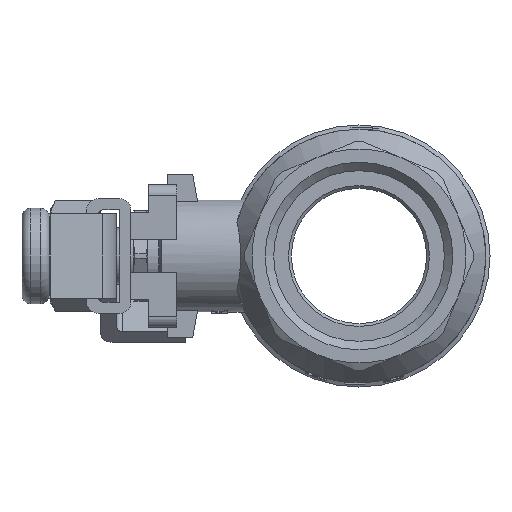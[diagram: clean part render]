
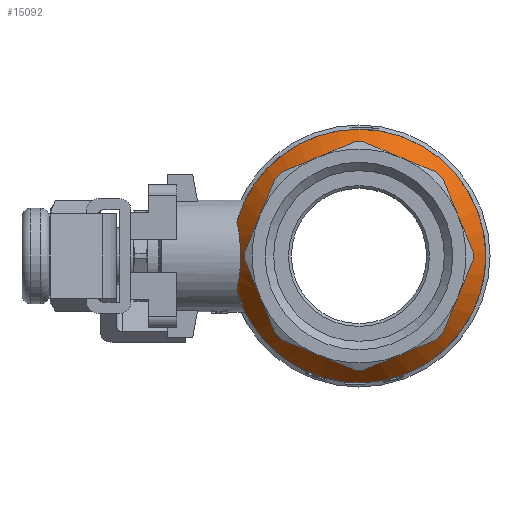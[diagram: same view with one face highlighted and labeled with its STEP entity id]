
A CAD part, left-side view. The second image highlights one B-rep face of the part: STEP entity #15092.
In plain terms, the highlighted conical face has half-angle 36.027 degrees and reference radius 18.5 mm.
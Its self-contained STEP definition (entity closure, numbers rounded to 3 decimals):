
#3890=B_SPLINE_CURVE_WITH_KNOTS('',3,(#24046,#24047,#24048,#24049,#24050,
#24051,#24052),.UNSPECIFIED.,.F.,.F.,(4,1,1,1,4),(0.,0.003,
0.006,0.01,0.013),
 .UNSPECIFIED.);
#3985=CONICAL_SURFACE('',#16432,18.5,0.629);
#4463=ORIENTED_EDGE('',*,*,#8855,.T.);
#4464=ORIENTED_EDGE('',*,*,#9100,.F.);
#4465=ORIENTED_EDGE('',*,*,#9138,.F.);
#8855=EDGE_CURVE('',#11193,#11194,#12652,.T.);
#9100=EDGE_CURVE('',#11193,#11194,#3890,.T.);
#9138=EDGE_CURVE('',#11476,#11476,#12691,.T.);
#11193=VERTEX_POINT('',#23554);
#11194=VERTEX_POINT('',#23555);
#11476=VERTEX_POINT('',#24156);
#12652=CIRCLE('',#16195,22.5);
#12691=CIRCLE('',#16433,18.5);
#13012=EDGE_LOOP('',(#4463,#4464));
#13013=EDGE_LOOP('',(#4465));
#14015=FACE_BOUND('',#13012,.T.);
#14016=FACE_BOUND('',#13013,.T.);
#15092=ADVANCED_FACE('',(#14015,#14016),#3985,.T.);
#16195=AXIS2_PLACEMENT_3D('',#23556,#18337,#18338);
#16432=AXIS2_PLACEMENT_3D('',#24154,#18852,#18853);
#16433=AXIS2_PLACEMENT_3D('',#24155,#18854,#18855);
#18337=DIRECTION('',(0.,-1.,0.));
#18338=DIRECTION('',(0.,0.,-1.));
#18852=DIRECTION('',(0.,1.,0.));
#18853=DIRECTION('',(1.,0.,0.));
#18854=DIRECTION('',(0.,-1.,0.));
#18855=DIRECTION('',(0.,0.,-1.));
#23554=CARTESIAN_POINT('',(-6.,-8.,21.685));
#23555=CARTESIAN_POINT('',(6.,-8.,21.685));
#23556=CARTESIAN_POINT('',(0.,-8.,0.));
#24046=CARTESIAN_POINT('',(-6.,-8.,21.685));
#24047=CARTESIAN_POINT('',(-5.15,-8.638,21.439));
#24048=CARTESIAN_POINT('',(-3.244,-9.643,21.129));
#24049=CARTESIAN_POINT('',(0.002,-10.179,21.004));
#24050=CARTESIAN_POINT('',(3.247,-9.642,21.129));
#24051=CARTESIAN_POINT('',(5.15,-8.638,21.439));
#24052=CARTESIAN_POINT('',(6.,-8.,21.685));
#24154=CARTESIAN_POINT('',(0.,-13.5,0.));
#24155=CARTESIAN_POINT('',(0.,-13.5,0.));
#24156=CARTESIAN_POINT('',(0.,-13.5,-18.5));
